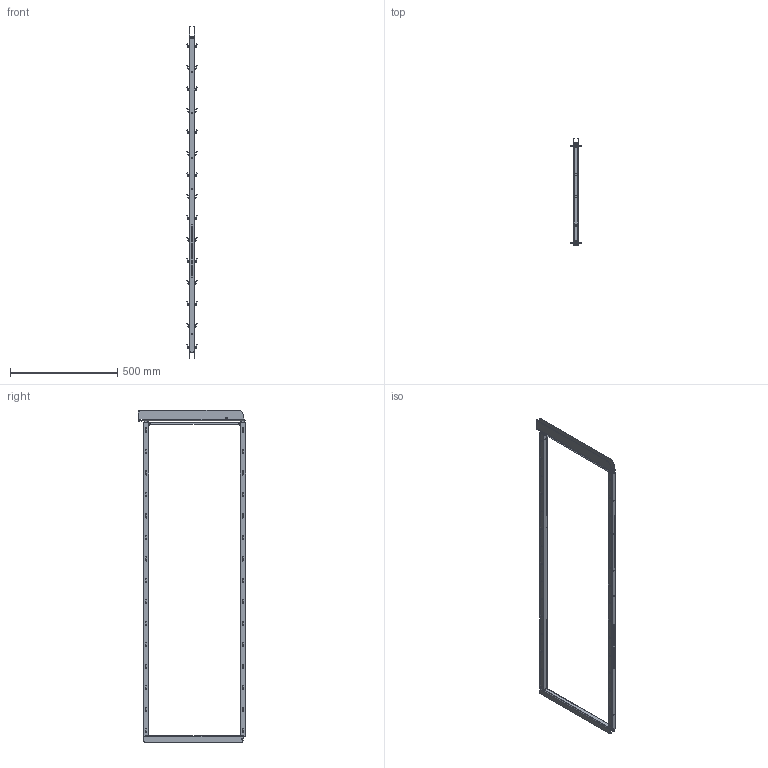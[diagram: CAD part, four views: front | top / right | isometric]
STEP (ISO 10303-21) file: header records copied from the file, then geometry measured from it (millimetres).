
FILE_DESCRIPTION(/* description */ (''),/* implementation_level */ '2;1');
FILE_NAME(/* name */ '3D_100-0594-XX.sat.ipt.stp',/* time_stamp */ '2023-05-08T11:53:30+02:00',/* author */ (''),/* organization */ (''),/* preprocessor_version */ 'ST-DEVELOPER v18.1',/* originating_system */ 'Autodesk Inventor 2021',/* authorisation */ '');
FILE_SCHEMA (('CONFIG_CONTROL_DESIGN'));
Products named in the file (1): 3D_100-0594-XX.sat
Bounding box: 46.73 x 498.31 x 1545 mm (x, y, z)
Volume: 907258.1 mm3; surface area: 893061.1 mm2
Topology: 2 solids, 2 shells, 1303 faces, 3111 edges, 1931 vertices
Faces by surface type: bspline 531, plane 406, cylinder 366
Full cylindrical faces by diameter (mm): 4 x120, 5.1 x8, 5.2 x4, 5.4 x60, 6.8 x1, 8 x2, 10 x2
Entity records: 82073 total; most frequent: CARTESIAN_POINT 50981, ORIENTED_EDGE 6222, DIRECTION 6136, EDGE_CURVE 3111, AXIS2_PLACEMENT_3D 2477, VERTEX_POINT 1931, CIRCLE 1662, EDGE_LOOP 1482
